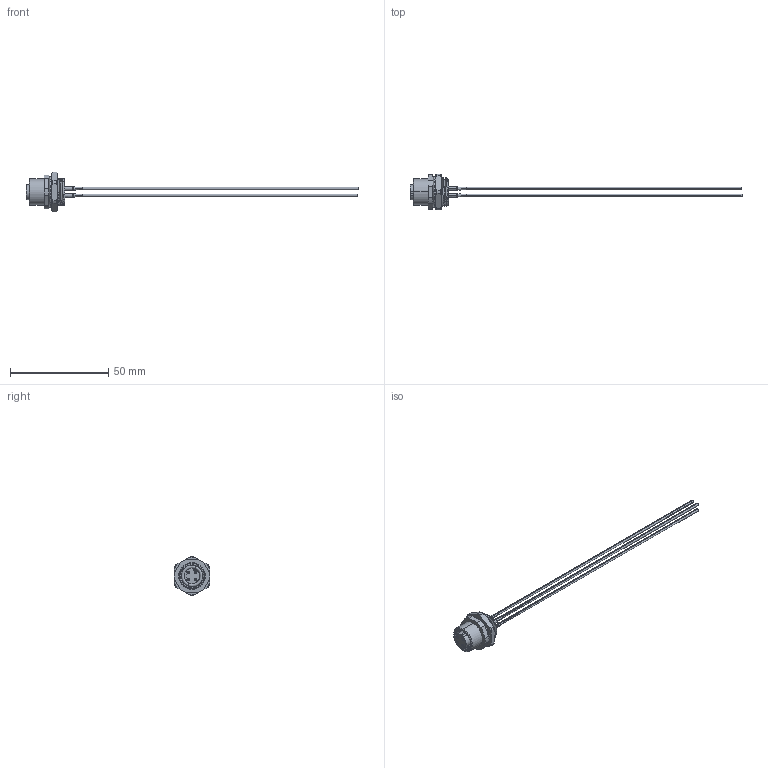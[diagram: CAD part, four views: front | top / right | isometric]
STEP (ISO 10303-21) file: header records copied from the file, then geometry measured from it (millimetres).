
FILE_DESCRIPTION (( 'STEP AP214' ), '1' );
FILE_NAME ('10-05633.STEP', '2023-10-03T17:57:51', ( '' ), ( '' ), 'SwSTEP 2.0', 'SolidWorks 2021', '' );
FILE_SCHEMA (( 'AUTOMOTIVE_DESIGN' ));
Length unit declared in the file: millimetre
Products named in the file (13): Heat shrink; 54-00368-04___; 54-00368-05___; 54-00368; 30-01754_blunt cut; 54-00368-02___; 54-00368-06___; 30-01752_blunt cut; 30-01753_blunt cut; 54-00368-01___; 54-00368-03___; 10-05633; 30-01755_blunt cut
Assembly tree (18 placements, depth 3):
  10-05633
    54-00368
      54-00368-01___
      54-00368-02___
      54-00368-03___  x4
      54-00368-04___
      54-00368-05___
      54-00368-06___
    30-01752_blunt cut
    30-01753_blunt cut
    30-01754_blunt cut
    30-01755_blunt cut
    Heat shrink  x4
Bounding box: 169 x 18 x 20 mm (x, y, z)
Volume: 3681.1 mm3; surface area: 18192.4 mm2
Topology: 85 solids, 85 shells, 993 faces, 2297 edges, 1489 vertices
Faces by surface type: cylinder 481, plane 309, torus 85, cone 69, bspline 49
Entity records: 28977 total; most frequent: CARTESIAN_POINT 7778, DIRECTION 3591, ORIENTED_EDGE 3184, EDGE_CURVE 1592, AXIS2_PLACEMENT_3D 1523, VERTEX_POINT 1045, EDGE_LOOP 877, CIRCLE 806
